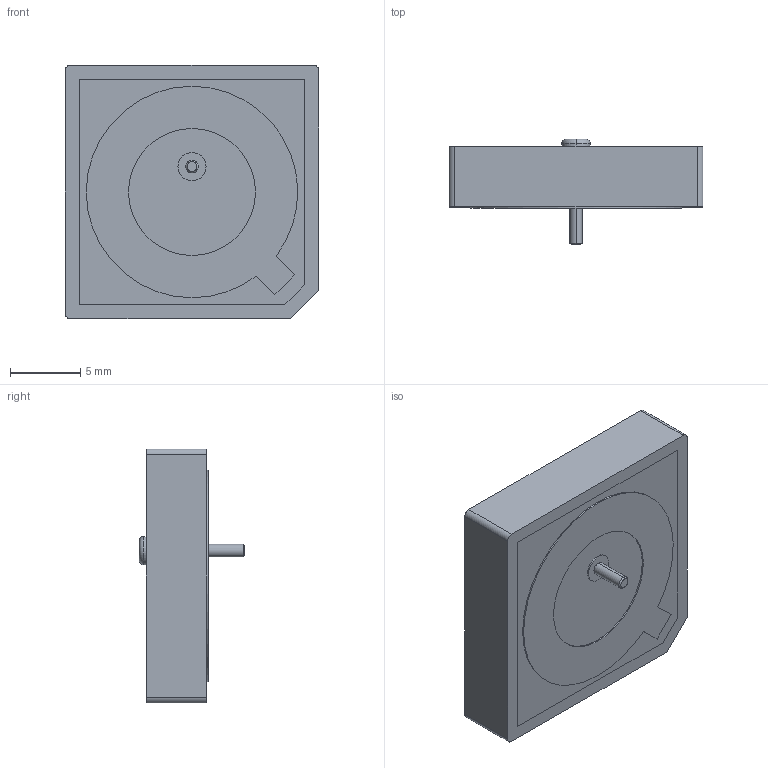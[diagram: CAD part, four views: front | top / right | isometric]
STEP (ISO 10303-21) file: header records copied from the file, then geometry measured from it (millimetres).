
FILE_DESCRIPTION (( 'STEP AP214' ), '1' );
FILE_NAME ('CGGBP.18.4.A.02.STEP', '2024-01-08T04:45:13', ( 'LENOVO' ), ( '' ), 'SwSTEP 2.0', 'SolidWorks 2021', '' );
FILE_SCHEMA (( 'AUTOMOTIVE_DESIGN' ));
Length unit declared in the file: millimetre
Products named in the file (1): CGGBP.18.4.A.02
Bounding box: 18 x 7.5 x 18 mm (x, y, z)
Volume: 1399.2 mm3; surface area: 2134.6 mm2
Topology: 7 solids, 7 shells, 75 faces, 164 edges, 108 vertices
Faces by surface type: plane 49, cylinder 22, torus 2, cone 2
Entity records: 2163 total; most frequent: DIRECTION 366, CARTESIAN_POINT 348, ORIENTED_EDGE 328, EDGE_CURVE 164, AXIS2_PLACEMENT_3D 126, LINE 114, VECTOR 114, VERTEX_POINT 108
